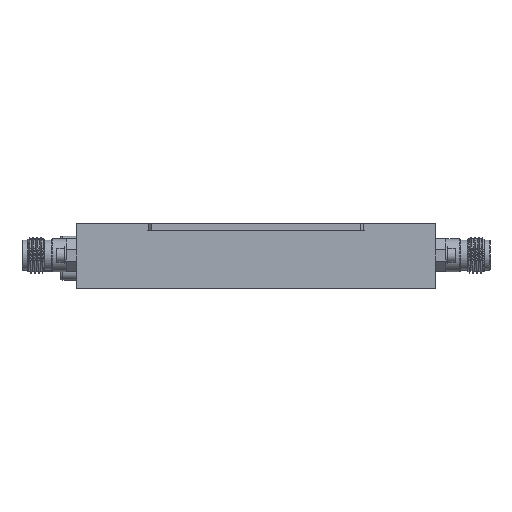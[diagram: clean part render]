
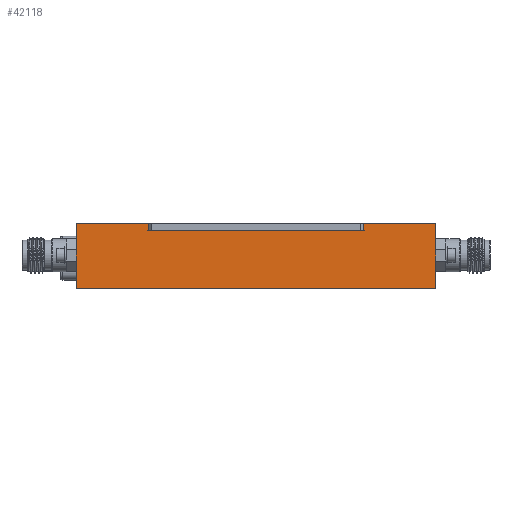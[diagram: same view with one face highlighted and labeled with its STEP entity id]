
A CAD part, front view. The second image highlights one B-rep face of the part: STEP entity #42118.
In plain terms, the highlighted planar face has unit normal (0, -1, 0).
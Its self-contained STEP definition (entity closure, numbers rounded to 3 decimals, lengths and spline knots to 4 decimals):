
#481 = ORIENTED_EDGE ( 'NONE', *, *, #48710, .F. ) ;
#951 = CARTESIAN_POINT ( 'NONE',  ( 2., 0., 0.45 ) ) ;
#1409 = DIRECTION ( 'NONE',  ( 0., 0., -1. ) ) ;
#3908 = LINE ( 'NONE', #61185, #52612 ) ;
#4129 = DIRECTION ( 'NONE',  ( 1., 0., 0. ) ) ;
#4734 = CARTESIAN_POINT ( 'NONE',  ( 0., 0., 0.4 ) ) ;
#6294 = DIRECTION ( 'NONE',  ( 0., 0., -1. ) ) ;
#7463 = EDGE_CURVE ( 'NONE', #45902, #33990, #26540, .T. ) ;
#8875 = LINE ( 'NONE', #4734, #32380 ) ;
#9917 = ORIENTED_EDGE ( 'NONE', *, *, #54364, .T. ) ;
#10419 = ORIENTED_EDGE ( 'NONE', *, *, #19419, .F. ) ;
#10537 = ORIENTED_EDGE ( 'NONE', *, *, #37798, .T. ) ;
#11092 = VERTEX_POINT ( 'NONE', #16630 ) ;
#11152 = DIRECTION ( 'NONE',  ( 0., 1., 0. ) ) ;
#12004 = EDGE_CURVE ( 'NONE', #23053, #16170, #31564, .T. ) ;
#13318 = LINE ( 'NONE', #38933, #66978 ) ;
#14127 = VECTOR ( 'NONE', #1409, 39.3701 ) ;
#14831 = VECTOR ( 'NONE', #6294, 39.3701 ) ;
#15491 = EDGE_LOOP ( 'NONE', ( #51455, #32725, #481, #10537, #10419, #67265, #58754, #9917 ) ) ;
#16170 = VERTEX_POINT ( 'NONE', #24408 ) ;
#16630 = CARTESIAN_POINT ( 'NONE',  ( 2., 0., 0.4 ) ) ;
#17299 = CARTESIAN_POINT ( 'NONE',  ( 2., 0., 0.45 ) ) ;
#19419 = EDGE_CURVE ( 'NONE', #16170, #11092, #8875, .T. ) ;
#22805 = CARTESIAN_POINT ( 'NONE',  ( 0.5, 0., 0.45 ) ) ;
#23053 = VERTEX_POINT ( 'NONE', #22805 ) ;
#24408 = CARTESIAN_POINT ( 'NONE',  ( 0.5, 0., 0.4 ) ) ;
#25769 = CARTESIAN_POINT ( 'NONE',  ( 0., 0., 0.4 ) ) ;
#26540 = LINE ( 'NONE', #33385, #51731 ) ;
#28405 = DIRECTION ( 'NONE',  ( 1., 0., 0. ) ) ;
#28750 = CARTESIAN_POINT ( 'NONE',  ( 0., 0., 0.45 ) ) ;
#30957 = DIRECTION ( 'NONE',  ( 0., 0., -1. ) ) ;
#31043 = LINE ( 'NONE', #52716, #62935 ) ;
#31564 = LINE ( 'NONE', #36593, #14831 ) ;
#32188 = VERTEX_POINT ( 'NONE', #17299 ) ;
#32375 = LINE ( 'NONE', #25769, #68443 ) ;
#32380 = VECTOR ( 'NONE', #36670, 39.3701 ) ;
#32725 = ORIENTED_EDGE ( 'NONE', *, *, #7463, .F. ) ;
#32924 = DIRECTION ( 'NONE',  ( 0., 0., -1. ) ) ;
#33385 = CARTESIAN_POINT ( 'NONE',  ( 2.5, 0., 0.4 ) ) ;
#33990 = VERTEX_POINT ( 'NONE', #63356 ) ;
#34655 = DIRECTION ( 'NONE',  ( 1., 0., 0. ) ) ;
#36593 = CARTESIAN_POINT ( 'NONE',  ( 0.5, 0., 0.45 ) ) ;
#36670 = DIRECTION ( 'NONE',  ( 1., 0., 0. ) ) ;
#37552 = VERTEX_POINT ( 'NONE', #42052 ) ;
#37798 = EDGE_CURVE ( 'NONE', #32188, #11092, #66983, .T. ) ;
#38135 = CARTESIAN_POINT ( 'NONE',  ( 2.5, 0., 0.45 ) ) ;
#38933 = CARTESIAN_POINT ( 'NONE',  ( 0., 0., 0. ) ) ;
#42052 = CARTESIAN_POINT ( 'NONE',  ( 0., 0., 0. ) ) ;
#42118 = ADVANCED_FACE ( 'NONE', ( #53193 ), #53620, .F. ) ;
#43513 = CARTESIAN_POINT ( 'NONE',  ( 0., 0., 0.4 ) ) ;
#45902 = VERTEX_POINT ( 'NONE', #38135 ) ;
#48434 = DIRECTION ( 'NONE',  ( 0., 0., 1. ) ) ;
#48710 = EDGE_CURVE ( 'NONE', #32188, #45902, #31043, .T. ) ;
#50483 = VERTEX_POINT ( 'NONE', #28750 ) ;
#51455 = ORIENTED_EDGE ( 'NONE', *, *, #52194, .T. ) ;
#51731 = VECTOR ( 'NONE', #32924, 39.3701 ) ;
#52194 = EDGE_CURVE ( 'NONE', #37552, #33990, #13318, .T. ) ;
#52612 = VECTOR ( 'NONE', #34655, 39.3701 ) ;
#52716 = CARTESIAN_POINT ( 'NONE',  ( 0., 0., 0.45 ) ) ;
#53193 = FACE_OUTER_BOUND ( 'NONE', #15491, .T. ) ;
#53620 = PLANE ( 'NONE',  #68054 ) ;
#54364 = EDGE_CURVE ( 'NONE', #50483, #37552, #32375, .T. ) ;
#56430 = EDGE_CURVE ( 'NONE', #50483, #23053, #3908, .T. ) ;
#58754 = ORIENTED_EDGE ( 'NONE', *, *, #56430, .F. ) ;
#61185 = CARTESIAN_POINT ( 'NONE',  ( 0., 0., 0.45 ) ) ;
#62935 = VECTOR ( 'NONE', #4129, 39.3701 ) ;
#63356 = CARTESIAN_POINT ( 'NONE',  ( 2.5, 0., 0. ) ) ;
#66978 = VECTOR ( 'NONE', #28405, 39.3701 ) ;
#66983 = LINE ( 'NONE', #951, #14127 ) ;
#67265 = ORIENTED_EDGE ( 'NONE', *, *, #12004, .F. ) ;
#68054 = AXIS2_PLACEMENT_3D ( 'NONE', #43513, #11152, #48434 ) ;
#68443 = VECTOR ( 'NONE', #30957, 39.3701 ) ;
